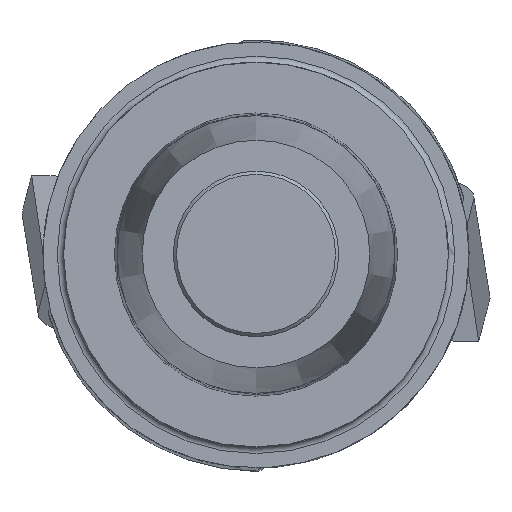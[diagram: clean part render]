
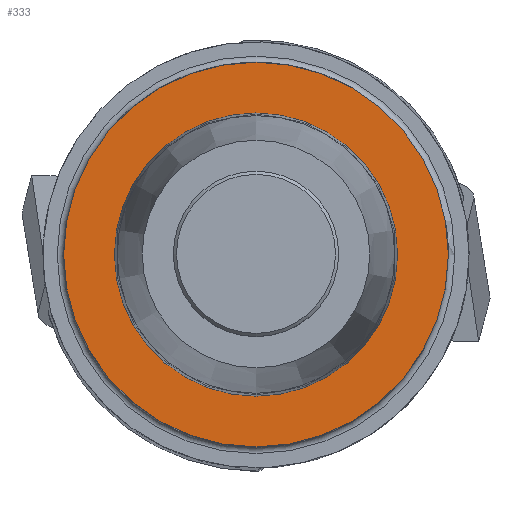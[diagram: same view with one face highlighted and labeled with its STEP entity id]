
A CAD part, top view. The second image highlights one B-rep face of the part: STEP entity #333.
In plain terms, the highlighted planar face has unit normal (0, 0, 1).
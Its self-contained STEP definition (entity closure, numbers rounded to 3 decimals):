
#333=ADVANCED_FACE('',(#552,#553),#477,.F.);
#477=PLANE('',#2751);
#552=FACE_BOUND('',#655,.T.);
#553=FACE_BOUND('',#656,.T.);
#655=EDGE_LOOP('',(#1363));
#656=EDGE_LOOP('',(#1364));
#1113=CIRCLE('',#2748,12.1);
#1114=CIRCLE('',#2750,8.907);
#1363=ORIENTED_EDGE('',*,*,#2254,.T.);
#1364=ORIENTED_EDGE('',*,*,#2253,.F.);
#1998=VERTEX_POINT('',#4304);
#1999=VERTEX_POINT('',#4307);
#2253=EDGE_CURVE('',#1998,#1998,#1113,.T.);
#2254=EDGE_CURVE('',#1999,#1999,#1114,.T.);
#2748=AXIS2_PLACEMENT_3D('',#4303,#3138,#3139);
#2750=AXIS2_PLACEMENT_3D('',#4306,#3142,#3143);
#2751=AXIS2_PLACEMENT_3D('',#4308,#3144,#3145);
#3138=DIRECTION('',(0.,0.,-1.));
#3139=DIRECTION('',(0.985,0.174,0.));
#3142=DIRECTION('',(0.,0.,-1.));
#3143=DIRECTION('',(0.,-1.,0.));
#3144=DIRECTION('',(0.,0.,-1.));
#3145=DIRECTION('',(0.985,0.174,0.));
#4303=CARTESIAN_POINT('',(0.,0.,0.));
#4304=CARTESIAN_POINT('',(11.916,2.101,0.));
#4306=CARTESIAN_POINT('',(0.,0.,0.));
#4307=CARTESIAN_POINT('',(0.,-8.907,0.));
#4308=CARTESIAN_POINT('',(8.772,1.547,0.));
